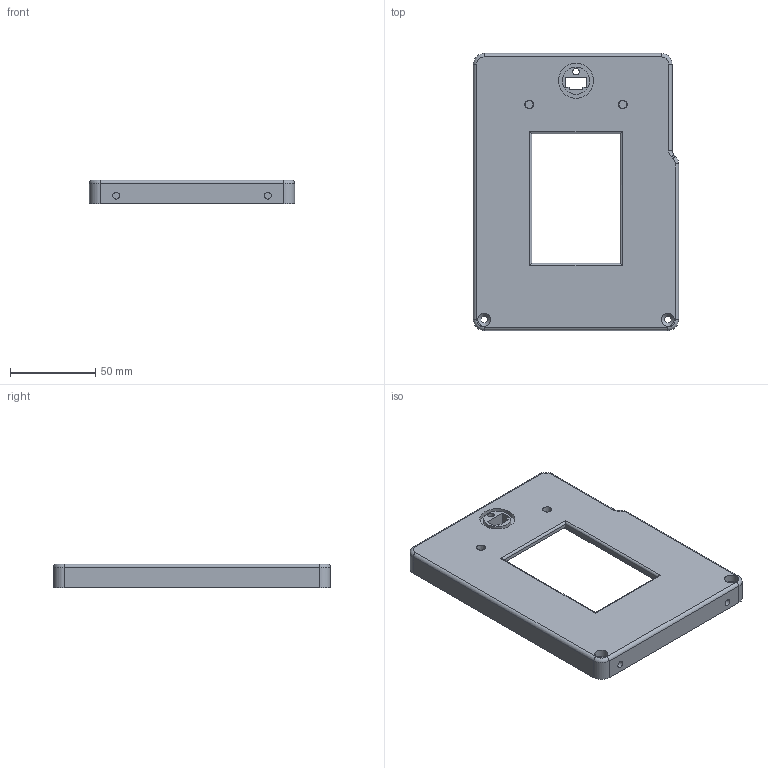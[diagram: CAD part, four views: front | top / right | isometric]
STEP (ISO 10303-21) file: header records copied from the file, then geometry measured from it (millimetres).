
FILE_DESCRIPTION(/* description */ (''),/* implementation_level */ '2;1');
FILE_NAME(/* name */ 'Caveatron Main Enclosure Lid - BuyDisplay v2.step',/* time_stamp */ '2020-12-11T20:40:01-06:00',/* author */ (''),/* organization */ (''),/* preprocessor_version */ 'ST-DEVELOPER v18.1',/* originating_system */ 'Autodesk Translation Framework v9.3.0.1241',/* authorisation */ '');
FILE_SCHEMA (('AUTOMOTIVE_DESIGN { 1 0 10303 214 3 1 1 }'));
Length unit declared in the file: inch
Products named in the file (1): Caveatron Main Enclosure Lid - BuyDisplay
Bounding box: 120.4 x 162.56 x 13.97 mm (x, y, z)
Volume: 101165.3 mm3; surface area: 51652.5 mm2
Topology: 1 solids, 1 shells, 226 faces, 589 edges, 384 vertices
Faces by surface type: plane 137, cylinder 77, torus 6, cone 6
Full cylindrical faces by diameter (mm): 2.54 x6, 3.759 x1, 4.064 x6, 7.62 x2, 15.9 x1, 20.574 x1
Entity records: 6974 total; most frequent: DIRECTION 1209, CARTESIAN_POINT 1200, ORIENTED_EDGE 1178, EDGE_CURVE 589, LINE 423, VECTOR 423, AXIS2_PLACEMENT_3D 393, VERTEX_POINT 384
